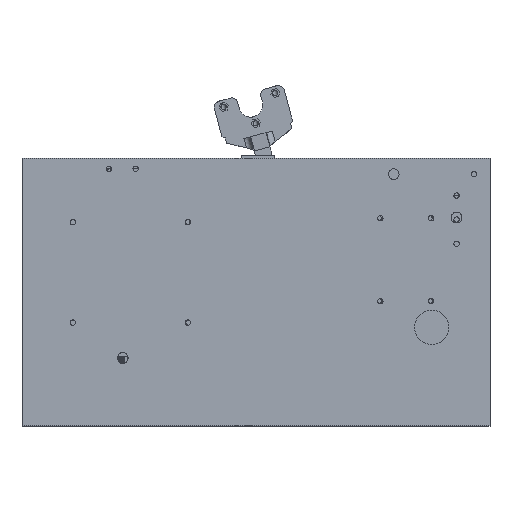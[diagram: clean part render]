
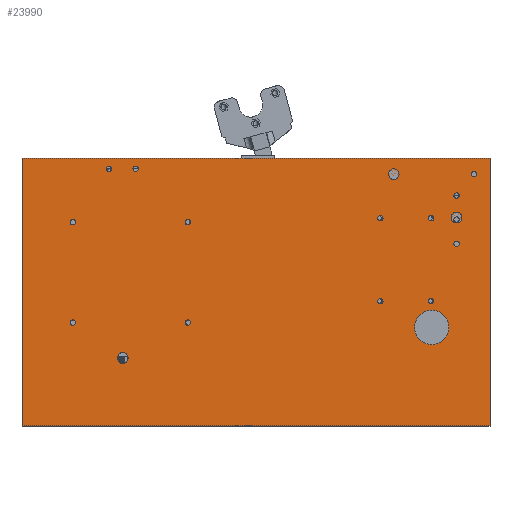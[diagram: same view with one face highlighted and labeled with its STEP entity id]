
A CAD part, top view. The second image highlights one B-rep face of the part: STEP entity #23990.
In plain terms, the highlighted planar face has unit normal (0, 0, 1).
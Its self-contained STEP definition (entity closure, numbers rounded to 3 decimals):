
#972=CIRCLE('',#26431,4.);
#973=CIRCLE('',#26432,2.);
#974=CIRCLE('',#26433,2.);
#975=CIRCLE('',#26434,2.);
#976=CIRCLE('',#26435,2.);
#977=CIRCLE('',#26436,2.);
#978=CIRCLE('',#26437,2.);
#979=CIRCLE('',#26438,2.);
#980=CIRCLE('',#26439,2.);
#981=CIRCLE('',#26440,2.);
#982=CIRCLE('',#26441,2.);
#983=CIRCLE('',#26442,2.);
#984=CIRCLE('',#26443,2.);
#985=CIRCLE('',#26444,2.);
#986=CIRCLE('',#26445,2.);
#1762=FACE_BOUND('',#4872,.T.);
#1763=FACE_BOUND('',#4873,.T.);
#1764=FACE_BOUND('',#4874,.T.);
#1765=FACE_BOUND('',#4875,.T.);
#1766=FACE_BOUND('',#4876,.T.);
#1767=FACE_BOUND('',#4877,.T.);
#1768=FACE_BOUND('',#4878,.T.);
#1769=FACE_BOUND('',#4879,.T.);
#1770=FACE_BOUND('',#4880,.T.);
#1771=FACE_BOUND('',#4881,.T.);
#1772=FACE_BOUND('',#4882,.T.);
#1773=FACE_BOUND('',#4883,.T.);
#1774=FACE_BOUND('',#4884,.T.);
#1775=FACE_BOUND('',#4885,.T.);
#1776=FACE_BOUND('',#4886,.T.);
#3227=FACE_OUTER_BOUND('',#4871,.T.);
#4871=EDGE_LOOP('',(#20810,#20811,#20812,#20813));
#4872=EDGE_LOOP('',(#20814));
#4873=EDGE_LOOP('',(#20815));
#4874=EDGE_LOOP('',(#20816));
#4875=EDGE_LOOP('',(#20817));
#4876=EDGE_LOOP('',(#20818));
#4877=EDGE_LOOP('',(#20819));
#4878=EDGE_LOOP('',(#20820));
#4879=EDGE_LOOP('',(#20821));
#4880=EDGE_LOOP('',(#20822));
#4881=EDGE_LOOP('',(#20823));
#4882=EDGE_LOOP('',(#20824));
#4883=EDGE_LOOP('',(#20825));
#4884=EDGE_LOOP('',(#20826));
#4885=EDGE_LOOP('',(#20827));
#4886=EDGE_LOOP('',(#20828));
#6877=LINE('',#43148,#9197);
#6990=LINE('',#43428,#9310);
#6991=LINE('',#43431,#9311);
#6998=LINE('',#43442,#9318);
#9197=VECTOR('',#32138,1.);
#9310=VECTOR('',#32363,1.);
#9311=VECTOR('',#32366,1.);
#9318=VECTOR('',#32377,1.);
#11498=VERTEX_POINT('',#43145);
#11499=VERTEX_POINT('',#43147);
#11610=VERTEX_POINT('',#43426);
#11611=VERTEX_POINT('',#43430);
#11614=VERTEX_POINT('',#43443);
#11615=VERTEX_POINT('',#43445);
#11616=VERTEX_POINT('',#43447);
#11617=VERTEX_POINT('',#43449);
#11618=VERTEX_POINT('',#43451);
#11619=VERTEX_POINT('',#43453);
#11620=VERTEX_POINT('',#43455);
#11621=VERTEX_POINT('',#43457);
#11622=VERTEX_POINT('',#43459);
#11623=VERTEX_POINT('',#43461);
#11624=VERTEX_POINT('',#43463);
#11625=VERTEX_POINT('',#43465);
#11626=VERTEX_POINT('',#43467);
#11627=VERTEX_POINT('',#43469);
#11628=VERTEX_POINT('',#43471);
#14597=EDGE_CURVE('',#11498,#11499,#6877,.T.);
#14738=EDGE_CURVE('',#11610,#11498,#6990,.T.);
#14739=EDGE_CURVE('',#11499,#11611,#6991,.T.);
#14746=EDGE_CURVE('',#11611,#11610,#6998,.T.);
#14747=EDGE_CURVE('',#11614,#11614,#972,.T.);
#14748=EDGE_CURVE('',#11615,#11615,#973,.T.);
#14749=EDGE_CURVE('',#11616,#11616,#974,.T.);
#14750=EDGE_CURVE('',#11617,#11617,#975,.T.);
#14751=EDGE_CURVE('',#11618,#11618,#976,.T.);
#14752=EDGE_CURVE('',#11619,#11619,#977,.T.);
#14753=EDGE_CURVE('',#11620,#11620,#978,.T.);
#14754=EDGE_CURVE('',#11621,#11621,#979,.T.);
#14755=EDGE_CURVE('',#11622,#11622,#980,.T.);
#14756=EDGE_CURVE('',#11623,#11623,#981,.T.);
#14757=EDGE_CURVE('',#11624,#11624,#982,.T.);
#14758=EDGE_CURVE('',#11625,#11625,#983,.T.);
#14759=EDGE_CURVE('',#11626,#11626,#984,.T.);
#14760=EDGE_CURVE('',#11627,#11627,#985,.T.);
#14761=EDGE_CURVE('',#11628,#11628,#986,.T.);
#20810=ORIENTED_EDGE('',*,*,#14597,.F.);
#20811=ORIENTED_EDGE('',*,*,#14738,.F.);
#20812=ORIENTED_EDGE('',*,*,#14746,.F.);
#20813=ORIENTED_EDGE('',*,*,#14739,.F.);
#20814=ORIENTED_EDGE('',*,*,#14747,.F.);
#20815=ORIENTED_EDGE('',*,*,#14748,.F.);
#20816=ORIENTED_EDGE('',*,*,#14749,.F.);
#20817=ORIENTED_EDGE('',*,*,#14750,.F.);
#20818=ORIENTED_EDGE('',*,*,#14751,.F.);
#20819=ORIENTED_EDGE('',*,*,#14752,.F.);
#20820=ORIENTED_EDGE('',*,*,#14753,.F.);
#20821=ORIENTED_EDGE('',*,*,#14754,.F.);
#20822=ORIENTED_EDGE('',*,*,#14755,.F.);
#20823=ORIENTED_EDGE('',*,*,#14756,.F.);
#20824=ORIENTED_EDGE('',*,*,#14757,.F.);
#20825=ORIENTED_EDGE('',*,*,#14758,.F.);
#20826=ORIENTED_EDGE('',*,*,#14759,.F.);
#20827=ORIENTED_EDGE('',*,*,#14760,.F.);
#20828=ORIENTED_EDGE('',*,*,#14761,.F.);
#22711=PLANE('',#26430);
#23990=ADVANCED_FACE('',(#3227,#1762,#1763,#1764,#1765,#1766,#1767,#1768,
#1769,#1770,#1771,#1772,#1773,#1774,#1775,#1776),#22711,.T.);
#26430=AXIS2_PLACEMENT_3D('',#43441,#32375,#32376);
#26431=AXIS2_PLACEMENT_3D('',#43444,#32378,#32379);
#26432=AXIS2_PLACEMENT_3D('',#43446,#32380,#32381);
#26433=AXIS2_PLACEMENT_3D('',#43448,#32382,#32383);
#26434=AXIS2_PLACEMENT_3D('',#43450,#32384,#32385);
#26435=AXIS2_PLACEMENT_3D('',#43452,#32386,#32387);
#26436=AXIS2_PLACEMENT_3D('',#43454,#32388,#32389);
#26437=AXIS2_PLACEMENT_3D('',#43456,#32390,#32391);
#26438=AXIS2_PLACEMENT_3D('',#43458,#32392,#32393);
#26439=AXIS2_PLACEMENT_3D('',#43460,#32394,#32395);
#26440=AXIS2_PLACEMENT_3D('',#43462,#32396,#32397);
#26441=AXIS2_PLACEMENT_3D('',#43464,#32398,#32399);
#26442=AXIS2_PLACEMENT_3D('',#43466,#32400,#32401);
#26443=AXIS2_PLACEMENT_3D('',#43468,#32402,#32403);
#26444=AXIS2_PLACEMENT_3D('',#43470,#32404,#32405);
#26445=AXIS2_PLACEMENT_3D('',#43472,#32406,#32407);
#32138=DIRECTION('',(1.,0.,0.));
#32363=DIRECTION('',(0.,1.,0.));
#32366=DIRECTION('',(0.,-1.,0.));
#32375=DIRECTION('center_axis',(0.,0.,1.));
#32376=DIRECTION('ref_axis',(1.,0.,0.));
#32377=DIRECTION('',(-1.,0.,0.));
#32378=DIRECTION('center_axis',(0.,0.,1.));
#32379=DIRECTION('ref_axis',(1.,0.,0.));
#32380=DIRECTION('center_axis',(0.,0.,1.));
#32381=DIRECTION('ref_axis',(1.,0.,0.));
#32382=DIRECTION('center_axis',(0.,0.,1.));
#32383=DIRECTION('ref_axis',(1.,0.,0.));
#32384=DIRECTION('center_axis',(0.,0.,1.));
#32385=DIRECTION('ref_axis',(1.,0.,0.));
#32386=DIRECTION('center_axis',(0.,0.,1.));
#32387=DIRECTION('ref_axis',(1.,0.,0.));
#32388=DIRECTION('center_axis',(0.,0.,1.));
#32389=DIRECTION('ref_axis',(1.,0.,0.));
#32390=DIRECTION('center_axis',(0.,0.,1.));
#32391=DIRECTION('ref_axis',(1.,0.,0.));
#32392=DIRECTION('center_axis',(0.,0.,1.));
#32393=DIRECTION('ref_axis',(1.,0.,0.));
#32394=DIRECTION('center_axis',(0.,0.,1.));
#32395=DIRECTION('ref_axis',(1.,0.,0.));
#32396=DIRECTION('center_axis',(0.,0.,1.));
#32397=DIRECTION('ref_axis',(1.,0.,0.));
#32398=DIRECTION('center_axis',(0.,0.,1.));
#32399=DIRECTION('ref_axis',(1.,0.,0.));
#32400=DIRECTION('center_axis',(0.,0.,1.));
#32401=DIRECTION('ref_axis',(1.,0.,0.));
#32402=DIRECTION('center_axis',(0.,0.,1.));
#32403=DIRECTION('ref_axis',(1.,0.,0.));
#32404=DIRECTION('center_axis',(0.,0.,1.));
#32405=DIRECTION('ref_axis',(1.,0.,0.));
#32406=DIRECTION('center_axis',(0.,0.,1.));
#32407=DIRECTION('ref_axis',(1.,0.,0.));
#43145=CARTESIAN_POINT('',(0.,200.,350.));
#43147=CARTESIAN_POINT('',(350.,200.,350.));
#43148=CARTESIAN_POINT('',(0.,200.,350.));
#43426=CARTESIAN_POINT('',(0.,0.,350.));
#43428=CARTESIAN_POINT('',(0.,0.,350.));
#43430=CARTESIAN_POINT('',(350.,0.,350.));
#43431=CARTESIAN_POINT('',(350.,200.,350.));
#43441=CARTESIAN_POINT('Origin',(175.,100.,350.));
#43442=CARTESIAN_POINT('',(350.,0.,350.));
#43443=CARTESIAN_POINT('',(71.357,50.501,350.));
#43444=CARTESIAN_POINT('Origin',(75.357,50.501,350.));
#43445=CARTESIAN_POINT('',(36.,77.,350.));
#43446=CARTESIAN_POINT('Origin',(38.,77.,350.));
#43447=CARTESIAN_POINT('',(122.,77.,350.));
#43448=CARTESIAN_POINT('Origin',(124.,77.,350.));
#43449=CARTESIAN_POINT('',(266.,93.,350.));
#43450=CARTESIAN_POINT('Origin',(268.,93.,350.));
#43451=CARTESIAN_POINT('',(304.,93.,350.));
#43452=CARTESIAN_POINT('Origin',(306.,93.,350.));
#43453=CARTESIAN_POINT('',(36.,152.,350.));
#43454=CARTESIAN_POINT('Origin',(38.,152.,350.));
#43455=CARTESIAN_POINT('',(122.,152.,350.));
#43456=CARTESIAN_POINT('Origin',(124.,152.,350.));
#43457=CARTESIAN_POINT('',(63.,192.,350.));
#43458=CARTESIAN_POINT('Origin',(65.,192.,350.));
#43459=CARTESIAN_POINT('',(83.,192.,350.));
#43460=CARTESIAN_POINT('Origin',(85.,192.,350.));
#43461=CARTESIAN_POINT('',(323.,136.,350.));
#43462=CARTESIAN_POINT('Origin',(325.,136.,350.));
#43463=CARTESIAN_POINT('',(266.,155.,350.));
#43464=CARTESIAN_POINT('Origin',(268.,155.,350.));
#43465=CARTESIAN_POINT('',(304.,155.,350.));
#43466=CARTESIAN_POINT('Origin',(306.,155.,350.));
#43467=CARTESIAN_POINT('',(323.,154.,350.));
#43468=CARTESIAN_POINT('Origin',(325.,154.,350.));
#43469=CARTESIAN_POINT('',(323.,172.,350.));
#43470=CARTESIAN_POINT('Origin',(325.,172.,350.));
#43471=CARTESIAN_POINT('',(336.,188.,350.));
#43472=CARTESIAN_POINT('Origin',(338.,188.,350.));
